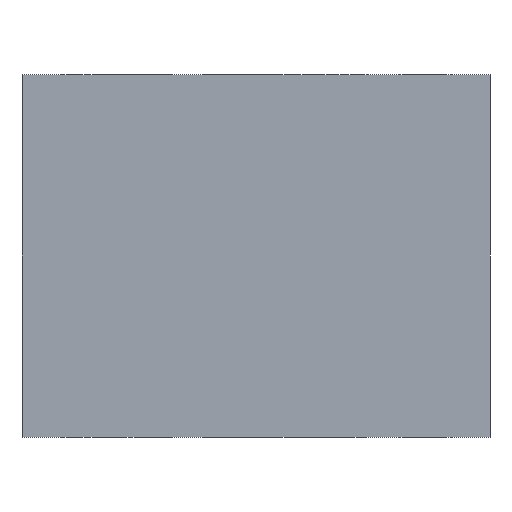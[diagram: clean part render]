
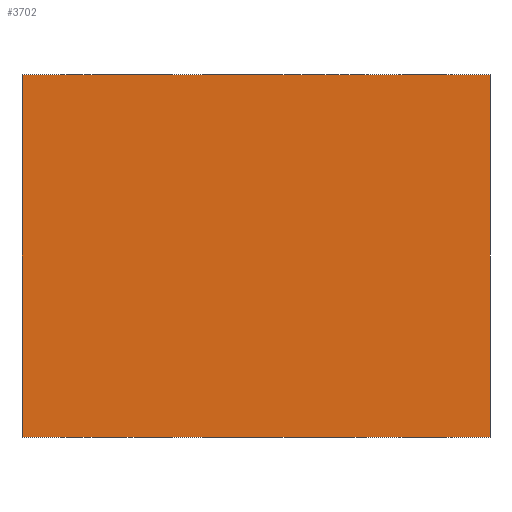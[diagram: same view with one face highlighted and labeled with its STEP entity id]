
A CAD part, front view. The second image highlights one B-rep face of the part: STEP entity #3702.
In plain terms, the highlighted planar face has unit normal (0, -1, 0).
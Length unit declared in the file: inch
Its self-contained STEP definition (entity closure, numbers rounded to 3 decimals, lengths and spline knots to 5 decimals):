
#207=DIRECTION('',(1.,0.,0.));
#208=VECTOR('',#207,2.5);
#209=CARTESIAN_POINT('',(0.,-3.312,0.));
#210=LINE('',#209,#208);
#249=DIRECTION('',(1.,0.,0.));
#250=VECTOR('',#249,2.5);
#251=CARTESIAN_POINT('',(0.,-3.312,1.938));
#252=LINE('',#251,#250);
#1981=DIRECTION('',(0.,0.,1.));
#1982=VECTOR('',#1981,1.938);
#1983=CARTESIAN_POINT('',(2.5,-3.312,0.));
#1984=LINE('',#1983,#1982);
#1985=DIRECTION('',(0.,0.,1.));
#1986=VECTOR('',#1985,1.938);
#1987=CARTESIAN_POINT('',(0.,-3.312,0.));
#1988=LINE('',#1987,#1986);
#2189=CARTESIAN_POINT('',(0.,-3.312,0.));
#2190=CARTESIAN_POINT('',(2.5,-3.312,0.));
#2191=VERTEX_POINT('',#2189);
#2192=VERTEX_POINT('',#2190);
#2193=CARTESIAN_POINT('',(0.,-3.312,1.938));
#2194=CARTESIAN_POINT('',(2.5,-3.312,1.938));
#2195=VERTEX_POINT('',#2193);
#2196=VERTEX_POINT('',#2194);
#3690=CARTESIAN_POINT('',(0.,-3.312,0.));
#3691=DIRECTION('',(0.,-1.,0.));
#3692=DIRECTION('',(1.,0.,0.));
#3693=AXIS2_PLACEMENT_3D('',#3690,#3691,#3692);
#3694=PLANE('',#3693);
#3695=ORIENTED_EDGE('',*,*,#2481,.F.);
#3697=ORIENTED_EDGE('',*,*,#3696,.T.);
#3698=ORIENTED_EDGE('',*,*,#2607,.T.);
#3699=ORIENTED_EDGE('',*,*,#3684,.F.);
#3700=EDGE_LOOP('',(#3695,#3697,#3698,#3699));
#3701=FACE_OUTER_BOUND('',#3700,.F.);
#3702=ADVANCED_FACE('',(#3701),#3694,.T.);
#2481=EDGE_CURVE('',#2191,#2192,#210,.T.);
#2607=EDGE_CURVE('',#2195,#2196,#252,.T.);
#3684=EDGE_CURVE('',#2192,#2196,#1984,.T.);
#3696=EDGE_CURVE('',#2191,#2195,#1988,.T.);
